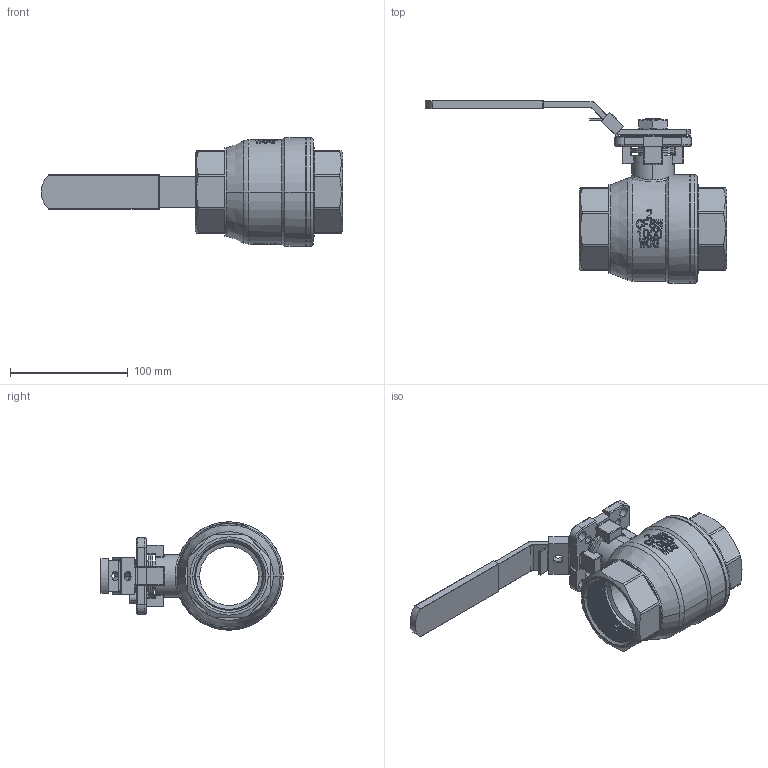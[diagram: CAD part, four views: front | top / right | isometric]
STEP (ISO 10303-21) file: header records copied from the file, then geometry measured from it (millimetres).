
FILE_DESCRIPTION (( 'STEP AP203' ), '1' );
FILE_NAME ('2-1000WOG KV-L20 DN50.STEP', '2017-02-11T01:37:13', ( 'XiTongTianDi' ), ( 'XiTongTianDi.Com' ), 'SwSTEP 2.0', 'SolidWorks 2013', '' );
FILE_SCHEMA (( 'CONFIG_CONTROL_DESIGN' ));
Length unit declared in the file: millimetre
Products named in the file (10): 方口垫圈; 忒梟; socket head cap screw_iso_ISO 4762 M6 x 16 --- 16N; hex nut gradec_iso_Hexagon Nut ISO - 4034 - M6 - N; 2-1000WOG KV-L20 DN50 概极; 2-1000WOG KV-L20 DN50; 跡鰍; 評倛粟え; hex thin nut chamfered gradeab_iso_Hexagon Thin Nut ISO - 4035 - M16 - N; 滅侂菜え
Assembly tree (11 placements, depth 2):
  2-1000WOG KV-L20 DN50
    2-1000WOG KV-L20 DN50 概极
    跡鰍
    評倛粟え  x2
    hex thin nut chamfered gradeab_iso_Hexagon Thin Nut ISO - 4035 - M16 - N  x2
    滅侂菜え
    方口垫圈
    忒梟
    socket head cap screw_iso_ISO 4762 M6 x 16 --- 16N
    hex nut gradec_iso_Hexagon Nut ISO - 4034 - M6 - N
Bounding box: 255.69 x 155 x 92 mm (x, y, z)
Volume: 477908.4 mm3; surface area: 116679.5 mm2
Topology: 12 solids, 12 shells, 1048 faces, 2662 edges, 1662 vertices
Faces by surface type: plane 365, cylinder 265, cone 201, bspline 130, torus 64, sphere 23
Entity records: 96201 total; most frequent: CARTESIAN_POINT 71952, ORIENTED_EDGE 5134, DIRECTION 4329, EDGE_CURVE 2567, VERTEX_POINT 1616, AXIS2_PLACEMENT_3D 1611, LINE 1107, VECTOR 1107
